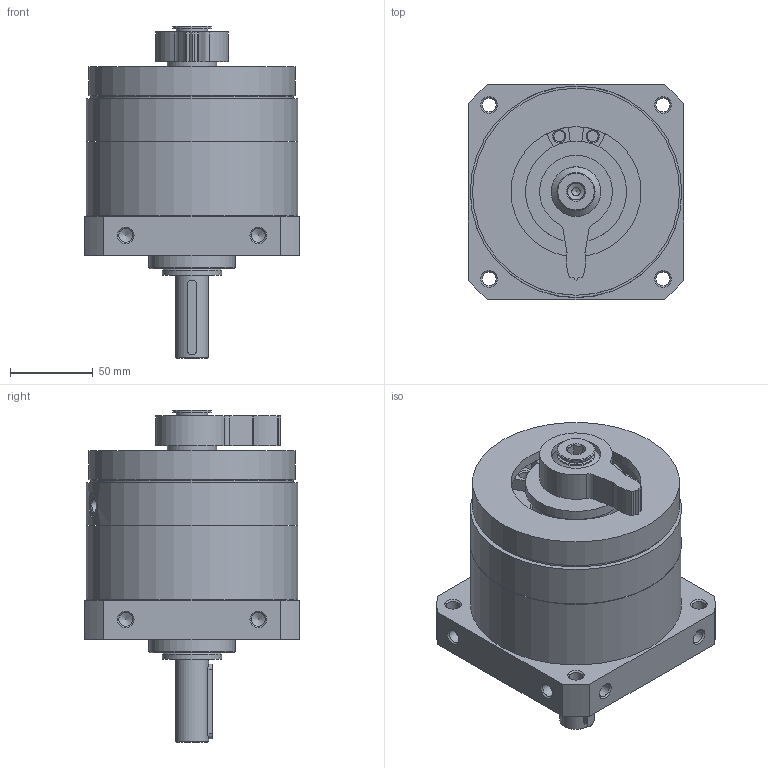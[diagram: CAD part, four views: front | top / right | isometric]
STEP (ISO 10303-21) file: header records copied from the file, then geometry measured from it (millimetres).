
FILE_DESCRIPTION(/* description */ ('STEP AP214'),/* implementation_level */ '2;1');
FILE_NAME(/* name */ '1145126_DSM-T-40-270-A-B',/* time_stamp */ '2024-08-21T19:44:41+02:00',/* author */ ('License CC BY-ND 4.0'),/* organization */ ('CADENAS'),/* preprocessor_version */ 'ST-DEVELOPER v19.3',/* originating_system */ 'PARTsolutions',/* authorisation */ ' ');
FILE_SCHEMA (('AUTOMOTIVE_DESIGN {1 0 10303 214 3 1 1}'));
Length unit declared in the file: millimetre
Products named in the file (4): 1145126 DSM-T-40-270-A-B--(0); 547595 DSM-40-270-A-B_G---(T); 342623 DSM-40_NS; 547595 DSM-40-270-A-B_K---(T)
Assembly tree (4 placements, depth 2):
  1145126 DSM-T-40-270-A-B--(0)
    547595 DSM-40-270-A-B_G---(T)
    342623 DSM-40_NS  x2
    547595 DSM-40-270-A-B_K---(T)
Bounding box: 130 x 130 x 200.5 mm (x, y, z)
Volume: 1453935.1 mm3; surface area: 177919.6 mm2
Topology: 4 solids, 4 shells, 178 faces, 405 edges, 257 vertices
Faces by surface type: cylinder 69, plane 66, cone 42, torus 1
Full cylindrical faces by diameter (mm): 4.917 x2, 6.4 x1, 6.647 x2, 8.376 x10, 8.566 x2, 15 x2, 19 x1, 20 x1, 23 x2, 30 x3, 36 x1, 52 x1, 53 x1, 61 x1, 78.5 x1, 90 x1, 102 x2, 122 x1, 125 x1, 127.65 x2
Entity records: 4277 total; most frequent: DIRECTION 759, CARTESIAN_POINT 753, ORIENTED_EDGE 546, AXIS2_PLACEMENT_3D 326, FACE_BOUND 289, EDGE_LOOP 279, EDGE_CURVE 273, VERTEX_POINT 226
